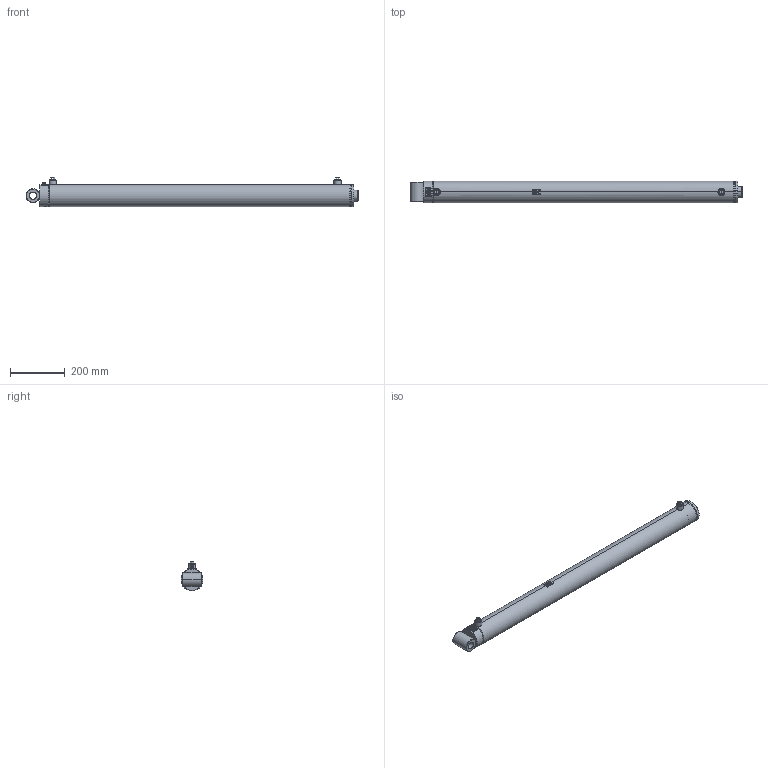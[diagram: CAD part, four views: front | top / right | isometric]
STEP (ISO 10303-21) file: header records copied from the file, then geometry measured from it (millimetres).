
FILE_DESCRIPTION (( 'STEP AP214' ), '1' );
FILE_NAME ('CFGCY0079634-Cylinder.step', '2026-03-09T07:55:54', ( 'Kramp IT' ), ( 'Kramp' ), 'SwSTEP 2.0', 'SolidWorks 2025', '' );
FILE_SCHEMA (( 'AUTOMOTIVE_DESIGN' ));
Length unit declared in the file: millimetre
Products named in the file (29): LAD-TRANSDUCER; 916510; ISO738048RVS; DS2907004VM_Simplified; ATT-NONE; DS2907001RO; BUSHVM-EC; DS2907013040VM_Simplified; Tube_Simplified; LAD-ROD; LSN06E; SP06M; MATE-AID; CFGCY0079634-Cylinder; 7993RW24; LAD-ORING; DS2907013040_Simplified; BUSH-EC; 47219; LAD-MAGNET; LAD-BACKUPRING; VSR02WD; DS2907004_Simplified; Rod-WA_Simplified; Tube-WA_Simplified; Rod_Simplified; LAD-KTERMINATION4PIN; Tube-MA_Simplified
Assembly tree (29 placements, depth 5):
  ATT-NONE
  MATE-AID
  CFGCY0079634-Cylinder
    Tube-WA_Simplified
      Tube-MA_Simplified
        Tube_Simplified
        LSN06E
      LSN06E
      DS2907001RO
        DS2907001RO
        LAD-TRANSDUCER
          LAD-ROD
          LAD-BACKUPRING
          LAD-ORING
          LAD-KTERMINATION4PIN
          ISO738048RVS  x2
          LAD-MAGNET
          47219
        916510
        VSR02WD
      BUSHVM-EC
        BUSH-EC
    Rod-WA_Simplified
      Rod_Simplified
    DS2907013040VM_Simplified
      DS2907013040_Simplified
    DS2907004VM_Simplified
      DS2907004_Simplified
    7993RW24
    SP06M  x2
Bounding box: 1212 x 80 x 107 mm (x, y, z)
Volume: 3261170.4 mm3; surface area: 846944.2 mm2
Topology: 21 solids, 22 shells, 767 faces, 1779 edges, 1096 vertices
Faces by surface type: plane 270, cylinder 265, cone 126, bspline 52, torus 50, sphere 4
Entity records: 27766 total; most frequent: CARTESIAN_POINT 12197, DIRECTION 3221, ORIENTED_EDGE 2998, EDGE_CURVE 1499, AXIS2_PLACEMENT_3D 1300, VERTEX_POINT 939, EDGE_LOOP 748, FACE_OUTER_BOUND 658
